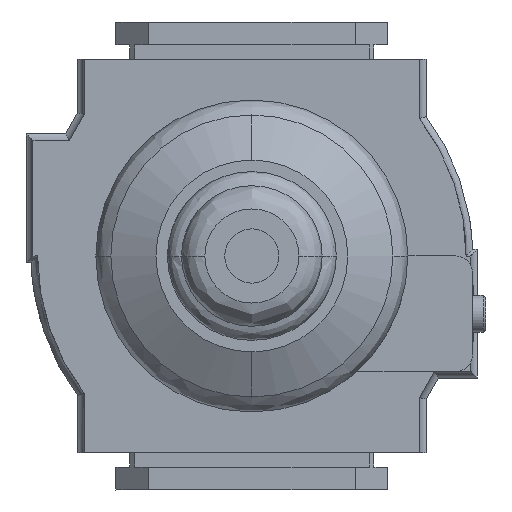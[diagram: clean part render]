
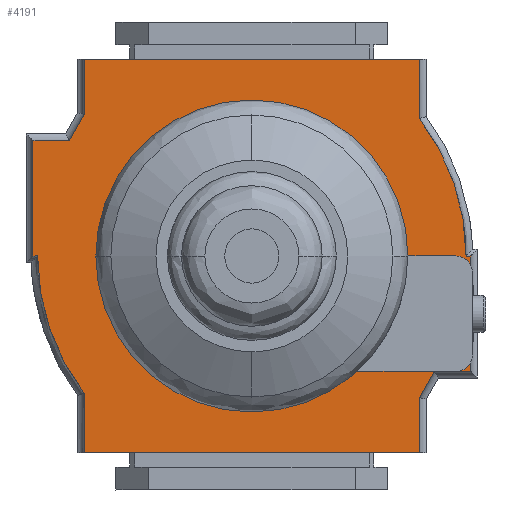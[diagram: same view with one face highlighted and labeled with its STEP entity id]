
A CAD part, front view. The second image highlights one B-rep face of the part: STEP entity #4191.
In plain terms, the highlighted face is planar.
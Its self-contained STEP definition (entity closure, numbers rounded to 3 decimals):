
#22 = CARTESIAN_POINT ( 'NONE',  ( 18., 30.9, 21.125 ) ) ;
#367 = DIRECTION ( 'NONE',  ( -1., 0., 0. ) ) ;
#505 = CIRCLE ( 'NONE', #4263, 24.2 ) ;
#586 = ORIENTED_EDGE ( 'NONE', *, *, #10078, .F. ) ;
#751 = EDGE_CURVE ( 'NONE', #8911, #8335, #10722, .T. ) ;
#819 = VECTOR ( 'NONE', #8832, 1000. ) ;
#851 = DIRECTION ( 'NONE',  ( 1., 0., 0. ) ) ;
#882 = VECTOR ( 'NONE', #1962, 1000. ) ;
#916 = CARTESIAN_POINT ( 'NONE',  ( -18., 30.9, -21.125 ) ) ;
#1095 = DIRECTION ( 'NONE',  ( 0., 0., -1. ) ) ;
#1233 = ORIENTED_EDGE ( 'NONE', *, *, #7813, .F. ) ;
#1440 = CARTESIAN_POINT ( 'NONE',  ( -23.5, 30.9, -12.4 ) ) ;
#1444 = EDGE_CURVE ( 'NONE', #11079, #10360, #6147, .T. ) ;
#1645 = EDGE_CURVE ( 'NONE', #3693, #3758, #4759, .T. ) ;
#1667 = CARTESIAN_POINT ( 'NONE',  ( -23.5, 30.9, -12.4 ) ) ;
#1683 = ORIENTED_EDGE ( 'NONE', *, *, #751, .F. ) ;
#1713 = CARTESIAN_POINT ( 'NONE',  ( -18., 30.9, -21.125 ) ) ;
#1750 = CARTESIAN_POINT ( 'NONE',  ( 18., 30.9, 21.125 ) ) ;
#1769 = AXIS2_PLACEMENT_3D ( 'NONE', #9344, #8483, #11507 ) ;
#1896 = LINE ( 'NONE', #9941, #5864 ) ;
#1962 = DIRECTION ( 'NONE',  ( 0., 0., 1. ) ) ;
#2018 = VERTEX_POINT ( 'NONE', #4521 ) ;
#2048 = ORIENTED_EDGE ( 'NONE', *, *, #12485, .F. ) ;
#2116 = ORIENTED_EDGE ( 'NONE', *, *, #6228, .F. ) ;
#2299 = VERTEX_POINT ( 'NONE', #4250 ) ;
#2386 = VERTEX_POINT ( 'NONE', #7302 ) ;
#2548 = DIRECTION ( 'NONE',  ( 0., 0., 1. ) ) ;
#2587 = EDGE_CURVE ( 'NONE', #7060, #11903, #12729, .T. ) ;
#2633 = LINE ( 'NONE', #8510, #11869 ) ;
#2824 = DIRECTION ( 'NONE',  ( 0., 0., 1. ) ) ;
#2909 = VECTOR ( 'NONE', #851, 1000. ) ;
#3263 = CARTESIAN_POINT ( 'NONE',  ( 23.5, 30.9, 12.4 ) ) ;
#3594 = CARTESIAN_POINT ( 'NONE',  ( -19.6, 30.9, -12.4 ) ) ;
#3597 = VERTEX_POINT ( 'NONE', #10863 ) ;
#3693 = VERTEX_POINT ( 'NONE', #3263 ) ;
#3758 = VERTEX_POINT ( 'NONE', #6223 ) ;
#3966 = CARTESIAN_POINT ( 'NONE',  ( 19.6, 30.9, 12.4 ) ) ;
#4025 = DIRECTION ( 'NONE',  ( -0.496, 0., 0.868 ) ) ;
#4112 = EDGE_CURVE ( 'NONE', #7258, #8911, #6937, .T. ) ;
#4178 = CARTESIAN_POINT ( 'NONE',  ( -18., 30.9, -15.2 ) ) ;
#4191 = ADVANCED_FACE ( 'NONE', ( #11343 ), #7332, .T. ) ;
#4225 = DIRECTION ( 'NONE',  ( 1., 0., 0. ) ) ;
#4250 = CARTESIAN_POINT ( 'NONE',  ( -23., 30.9, 0. ) ) ;
#4263 = AXIS2_PLACEMENT_3D ( 'NONE', #5343, #6405, #8402 ) ;
#4278 = DIRECTION ( 'NONE',  ( 0., 1., 0. ) ) ;
#4343 = DIRECTION ( 'NONE',  ( 0., 0., 1. ) ) ;
#4430 = CARTESIAN_POINT ( 'NONE',  ( 18., 30.9, -21.125 ) ) ;
#4521 = CARTESIAN_POINT ( 'NONE',  ( 18., 30.9, -14.731 ) ) ;
#4661 = ORIENTED_EDGE ( 'NONE', *, *, #1444, .F. ) ;
#4759 = LINE ( 'NONE', #11954, #8782 ) ;
#4878 = LINE ( 'NONE', #3966, #10439 ) ;
#4971 = ORIENTED_EDGE ( 'NONE', *, *, #10398, .F. ) ;
#5090 = CARTESIAN_POINT ( 'NONE',  ( -23., 30.9, 0. ) ) ;
#5343 = CARTESIAN_POINT ( 'NONE',  ( 1.2, 30.9, 0. ) ) ;
#5549 = CARTESIAN_POINT ( 'NONE',  ( 18., 30.9, 15.2 ) ) ;
#5674 = CARTESIAN_POINT ( 'NONE',  ( -18., 30.9, 14.731 ) ) ;
#5864 = VECTOR ( 'NONE', #8938, 1000. ) ;
#5997 = CARTESIAN_POINT ( 'NONE',  ( 23.5, 30.9, 0. ) ) ;
#6066 = EDGE_CURVE ( 'NONE', #3758, #7578, #4878, .T. ) ;
#6147 = LINE ( 'NONE', #4178, #11557 ) ;
#6223 = CARTESIAN_POINT ( 'NONE',  ( 19.6, 30.9, 12.4 ) ) ;
#6228 = EDGE_CURVE ( 'NONE', #6518, #2018, #9417, .T. ) ;
#6266 = VECTOR ( 'NONE', #4225, 1000. ) ;
#6405 = DIRECTION ( 'NONE',  ( 0., -1., 0. ) ) ;
#6499 = CARTESIAN_POINT ( 'NONE',  ( 18., 30.9, -21.125 ) ) ;
#6507 = CARTESIAN_POINT ( 'NONE',  ( -18., 30.9, -15.2 ) ) ;
#6518 = VERTEX_POINT ( 'NONE', #4430 ) ;
#6660 = EDGE_LOOP ( 'NONE', ( #9069, #9592, #2116, #4971, #4661, #586, #1683, #10935, #2048, #1233, #7949, #12326, #8647, #12850, #7106, #7202 ) ) ;
#6876 = CARTESIAN_POINT ( 'NONE',  ( -23.5, 30.9, 0. ) ) ;
#6937 = LINE ( 'NONE', #6876, #9275 ) ;
#6948 = LINE ( 'NONE', #5997, #882 ) ;
#7060 = VERTEX_POINT ( 'NONE', #22 ) ;
#7106 = ORIENTED_EDGE ( 'NONE', *, *, #1645, .F. ) ;
#7202 = ORIENTED_EDGE ( 'NONE', *, *, #12402, .F. ) ;
#7258 = VERTEX_POINT ( 'NONE', #7840 ) ;
#7302 = CARTESIAN_POINT ( 'NONE',  ( 23.5, 30.9, 0. ) ) ;
#7332 = PLANE ( 'NONE',  #12912 ) ;
#7395 = VECTOR ( 'NONE', #367, 1000. ) ;
#7438 = CIRCLE ( 'NONE', #1769, 24.2 ) ;
#7464 = EDGE_CURVE ( 'NONE', #2018, #3597, #7438, .T. ) ;
#7578 = VERTEX_POINT ( 'NONE', #5549 ) ;
#7813 = EDGE_CURVE ( 'NONE', #8635, #2299, #505, .T. ) ;
#7840 = CARTESIAN_POINT ( 'NONE',  ( -23.5, 30.9, 0. ) ) ;
#7848 = CARTESIAN_POINT ( 'NONE',  ( 18., 30.9, 15.2 ) ) ;
#7949 = ORIENTED_EDGE ( 'NONE', *, *, #11474, .F. ) ;
#8212 = DIRECTION ( 'NONE',  ( 0., 0., -1. ) ) ;
#8335 = VERTEX_POINT ( 'NONE', #3594 ) ;
#8402 = DIRECTION ( 'NONE',  ( -1., 0., 0. ) ) ;
#8483 = DIRECTION ( 'NONE',  ( 0., -1., 0. ) ) ;
#8510 = CARTESIAN_POINT ( 'NONE',  ( 23., 30.9, 0. ) ) ;
#8517 = VECTOR ( 'NONE', #2548, 1000. ) ;
#8635 = VERTEX_POINT ( 'NONE', #5674 ) ;
#8647 = ORIENTED_EDGE ( 'NONE', *, *, #10821, .F. ) ;
#8782 = VECTOR ( 'NONE', #13020, 1000. ) ;
#8832 = DIRECTION ( 'NONE',  ( 0.496, 0., -0.868 ) ) ;
#8886 = LINE ( 'NONE', #916, #2909 ) ;
#8899 = CARTESIAN_POINT ( 'NONE',  ( -19.6, 30.9, -12.4 ) ) ;
#8910 = LINE ( 'NONE', #7848, #11821 ) ;
#8911 = VERTEX_POINT ( 'NONE', #1440 ) ;
#8938 = DIRECTION ( 'NONE',  ( 0., 0., -1. ) ) ;
#9069 = ORIENTED_EDGE ( 'NONE', *, *, #12770, .F. ) ;
#9275 = VECTOR ( 'NONE', #1095, 1000. ) ;
#9344 = CARTESIAN_POINT ( 'NONE',  ( -1.2, 30.9, 0. ) ) ;
#9417 = LINE ( 'NONE', #6499, #8517 ) ;
#9509 = DIRECTION ( 'NONE',  ( 1., 0., 0. ) ) ;
#9592 = ORIENTED_EDGE ( 'NONE', *, *, #7464, .F. ) ;
#9941 = CARTESIAN_POINT ( 'NONE',  ( -18., 30.9, 21.125 ) ) ;
#10051 = DIRECTION ( 'NONE',  ( -1., 0., 0. ) ) ;
#10078 = EDGE_CURVE ( 'NONE', #8335, #11079, #10856, .T. ) ;
#10202 = CARTESIAN_POINT ( 'NONE',  ( 0., 30.9, 0. ) ) ;
#10360 = VERTEX_POINT ( 'NONE', #1713 ) ;
#10398 = EDGE_CURVE ( 'NONE', #10360, #6518, #8886, .T. ) ;
#10439 = VECTOR ( 'NONE', #4025, 1000. ) ;
#10722 = LINE ( 'NONE', #1667, #6266 ) ;
#10821 = EDGE_CURVE ( 'NONE', #7578, #7060, #8910, .T. ) ;
#10856 = LINE ( 'NONE', #8899, #819 ) ;
#10863 = CARTESIAN_POINT ( 'NONE',  ( 23., 30.9, 0. ) ) ;
#10935 = ORIENTED_EDGE ( 'NONE', *, *, #4112, .F. ) ;
#11079 = VERTEX_POINT ( 'NONE', #6507 ) ;
#11343 = FACE_OUTER_BOUND ( 'NONE', #6660, .T. ) ;
#11422 = LINE ( 'NONE', #5090, #7395 ) ;
#11474 = EDGE_CURVE ( 'NONE', #11903, #8635, #1896, .T. ) ;
#11507 = DIRECTION ( 'NONE',  ( 1., 0., 0. ) ) ;
#11557 = VECTOR ( 'NONE', #8212, 1000. ) ;
#11809 = VECTOR ( 'NONE', #10051, 1000. ) ;
#11821 = VECTOR ( 'NONE', #2824, 1000. ) ;
#11869 = VECTOR ( 'NONE', #9509, 1000. ) ;
#11903 = VERTEX_POINT ( 'NONE', #12387 ) ;
#11954 = CARTESIAN_POINT ( 'NONE',  ( 23.5, 30.9, 12.4 ) ) ;
#12326 = ORIENTED_EDGE ( 'NONE', *, *, #2587, .F. ) ;
#12387 = CARTESIAN_POINT ( 'NONE',  ( -18., 30.9, 21.125 ) ) ;
#12402 = EDGE_CURVE ( 'NONE', #2386, #3693, #6948, .T. ) ;
#12485 = EDGE_CURVE ( 'NONE', #2299, #7258, #11422, .T. ) ;
#12729 = LINE ( 'NONE', #1750, #11809 ) ;
#12770 = EDGE_CURVE ( 'NONE', #3597, #2386, #2633, .T. ) ;
#12850 = ORIENTED_EDGE ( 'NONE', *, *, #6066, .F. ) ;
#12912 = AXIS2_PLACEMENT_3D ( 'NONE', #10202, #4278, #4343 ) ;
#13020 = DIRECTION ( 'NONE',  ( -1., 0., 0. ) ) ;
